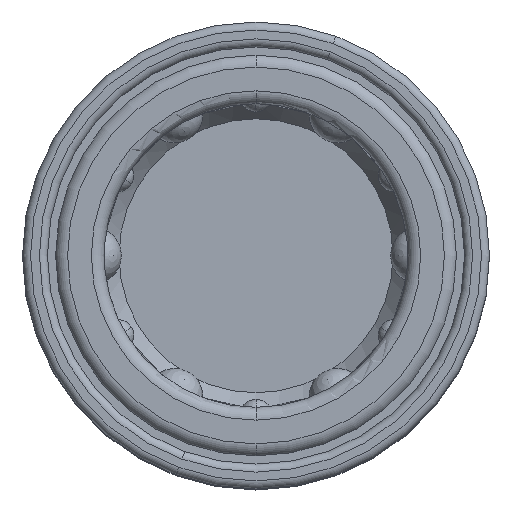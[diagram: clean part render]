
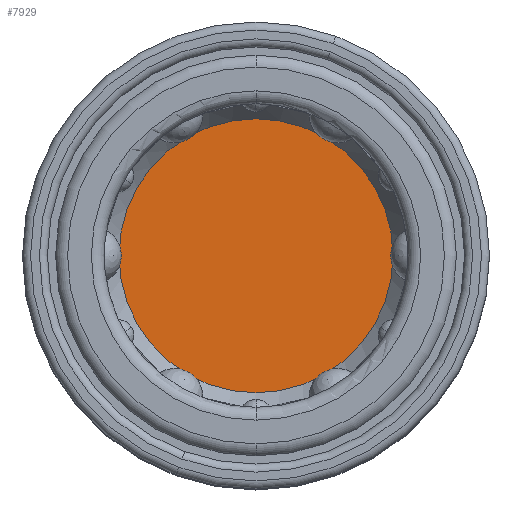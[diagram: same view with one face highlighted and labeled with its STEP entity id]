
A CAD part, top view. The second image highlights one B-rep face of the part: STEP entity #7929.
In plain terms, the highlighted planar face has unit normal (0, 0, 1).
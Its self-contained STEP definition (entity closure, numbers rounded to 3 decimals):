
#228 = CIRCLE ( 'NONE', #8720, 8.508 ) ;
#584 = VERTEX_POINT ( 'NONE', #8046 ) ;
#1839 = CIRCLE ( 'NONE', #3905, 8.508 ) ;
#2177 = DIRECTION ( 'NONE',  ( -1., 0., 0. ) ) ;
#2417 = EDGE_CURVE ( 'NONE', #2641, #584, #228, .T. ) ;
#2641 = VERTEX_POINT ( 'NONE', #15201 ) ;
#2664 = DIRECTION ( 'NONE',  ( -1., 0., 0. ) ) ;
#3196 = DIRECTION ( 'NONE',  ( 0., 0., -1. ) ) ;
#3905 = AXIS2_PLACEMENT_3D ( 'NONE', #12695, #3196, #14225 ) ;
#4451 = FACE_OUTER_BOUND ( 'NONE', #9045, .T. ) ;
#5415 = CARTESIAN_POINT ( 'NONE',  ( 0., -50., 72.097 ) ) ;
#5584 = ORIENTED_EDGE ( 'NONE', *, *, #2417, .F. ) ;
#6773 = DIRECTION ( 'NONE',  ( 0., 0., -1. ) ) ;
#7929 = ADVANCED_FACE ( 'NONE', ( #4451 ), #15714, .F. ) ;
#8046 = CARTESIAN_POINT ( 'NONE',  ( -4.254, -57.368, 72.097 ) ) ;
#8720 = AXIS2_PLACEMENT_3D ( 'NONE', #5415, #12565, #2664 ) ;
#9045 = EDGE_LOOP ( 'NONE', ( #9494, #5584 ) ) ;
#9494 = ORIENTED_EDGE ( 'NONE', *, *, #15644, .F. ) ;
#10615 = CARTESIAN_POINT ( 'NONE',  ( 0., -59.893, 72.097 ) ) ;
#12565 = DIRECTION ( 'NONE',  ( 0., 0., -1. ) ) ;
#12695 = CARTESIAN_POINT ( 'NONE',  ( 0., -50., 72.097 ) ) ;
#13204 = AXIS2_PLACEMENT_3D ( 'NONE', #10615, #6773, #2177 ) ;
#14225 = DIRECTION ( 'NONE',  ( -1., 0., 0. ) ) ;
#15201 = CARTESIAN_POINT ( 'NONE',  ( 4.254, -42.632, 72.097 ) ) ;
#15644 = EDGE_CURVE ( 'NONE', #584, #2641, #1839, .T. ) ;
#15714 = PLANE ( 'NONE',  #13204 ) ;
